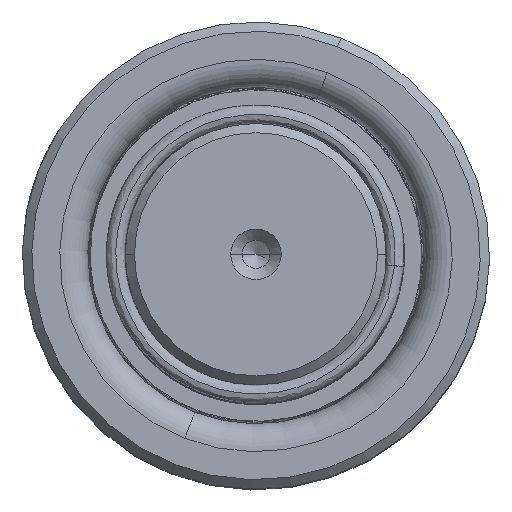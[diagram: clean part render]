
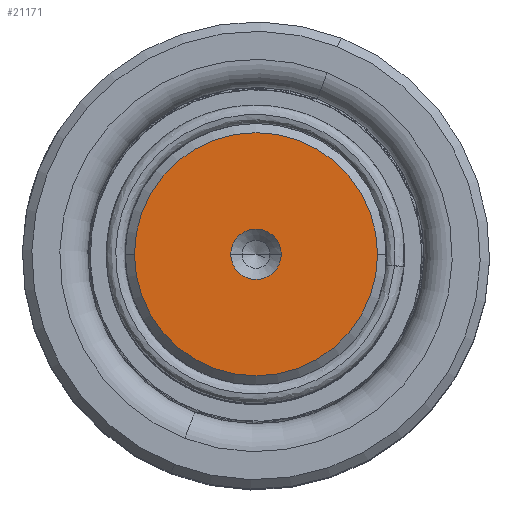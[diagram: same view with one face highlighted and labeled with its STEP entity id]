
A CAD part, top view. The second image highlights one B-rep face of the part: STEP entity #21171.
In plain terms, the highlighted planar face has unit normal (0, 0, 1).
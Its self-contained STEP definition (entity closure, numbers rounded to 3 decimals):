
#699 = FACE_BOUND ( 'NONE', #12360, .T. ) ;
#1019 = EDGE_CURVE ( 'NONE', #17765, #14113, #6084, .T. ) ;
#2416 = CARTESIAN_POINT ( 'NONE',  ( 13.011, 0., 140. ) ) ;
#3655 = AXIS2_PLACEMENT_3D ( 'NONE', #31741, #19816, #48238 ) ;
#6084 = CIRCLE ( 'NONE', #23363, 2.7 ) ;
#6116 = CIRCLE ( 'NONE', #43530, 13.011 ) ;
#7163 = CARTESIAN_POINT ( 'NONE',  ( 0., 0., 140. ) ) ;
#9228 = CARTESIAN_POINT ( 'NONE',  ( -2.7, 0., 140. ) ) ;
#12360 = EDGE_LOOP ( 'NONE', ( #29275, #24595 ) ) ;
#13978 = ORIENTED_EDGE ( 'NONE', *, *, #32926, .T. ) ;
#14113 = VERTEX_POINT ( 'NONE', #28123 ) ;
#14706 = DIRECTION ( 'NONE',  ( 0., 0., 1. ) ) ;
#15728 = DIRECTION ( 'NONE',  ( 1., 0., 0. ) ) ;
#15936 = EDGE_CURVE ( 'NONE', #14113, #17765, #48167, .T. ) ;
#16064 = CARTESIAN_POINT ( 'NONE',  ( 0., 0., 140. ) ) ;
#17765 = VERTEX_POINT ( 'NONE', #9228 ) ;
#19816 = DIRECTION ( 'NONE',  ( 0., 0., 1. ) ) ;
#20552 = AXIS2_PLACEMENT_3D ( 'NONE', #40741, #24241, #28840 ) ;
#21171 = ADVANCED_FACE ( 'NONE', ( #699, #21662 ), #36986, .T. ) ;
#21662 = FACE_OUTER_BOUND ( 'NONE', #37982, .T. ) ;
#23363 = AXIS2_PLACEMENT_3D ( 'NONE', #7163, #31837, #27752 ) ;
#24241 = DIRECTION ( 'NONE',  ( 0., 0., 1. ) ) ;
#24424 = DIRECTION ( 'NONE',  ( 0., 0., 1. ) ) ;
#24595 = ORIENTED_EDGE ( 'NONE', *, *, #1019, .F. ) ;
#27087 = CIRCLE ( 'NONE', #3655, 13.011 ) ;
#27752 = DIRECTION ( 'NONE',  ( 1., 0., 0. ) ) ;
#28123 = CARTESIAN_POINT ( 'NONE',  ( 2.7, 0., 140. ) ) ;
#28317 = VERTEX_POINT ( 'NONE', #46412 ) ;
#28840 = DIRECTION ( 'NONE',  ( 1., 0., 0. ) ) ;
#29275 = ORIENTED_EDGE ( 'NONE', *, *, #15936, .F. ) ;
#30757 = ORIENTED_EDGE ( 'NONE', *, *, #50660, .T. ) ;
#31741 = CARTESIAN_POINT ( 'NONE',  ( 0., 0., 140. ) ) ;
#31837 = DIRECTION ( 'NONE',  ( 0., 0., 1. ) ) ;
#32926 = EDGE_CURVE ( 'NONE', #28317, #37988, #6116, .T. ) ;
#35297 = DIRECTION ( 'NONE',  ( 1., 0., 0. ) ) ;
#36986 = PLANE ( 'NONE',  #20552 ) ;
#37982 = EDGE_LOOP ( 'NONE', ( #13978, #30757 ) ) ;
#37988 = VERTEX_POINT ( 'NONE', #2416 ) ;
#40741 = CARTESIAN_POINT ( 'NONE',  ( 0., 0., 140. ) ) ;
#43530 = AXIS2_PLACEMENT_3D ( 'NONE', #51790, #14706, #35297 ) ;
#46412 = CARTESIAN_POINT ( 'NONE',  ( -13.011, 0., 140. ) ) ;
#48036 = AXIS2_PLACEMENT_3D ( 'NONE', #16064, #24424, #15728 ) ;
#48167 = CIRCLE ( 'NONE', #48036, 2.7 ) ;
#48238 = DIRECTION ( 'NONE',  ( 1., 0., 0. ) ) ;
#50660 = EDGE_CURVE ( 'NONE', #37988, #28317, #27087, .T. ) ;
#51790 = CARTESIAN_POINT ( 'NONE',  ( 0., 0., 140. ) ) ;
